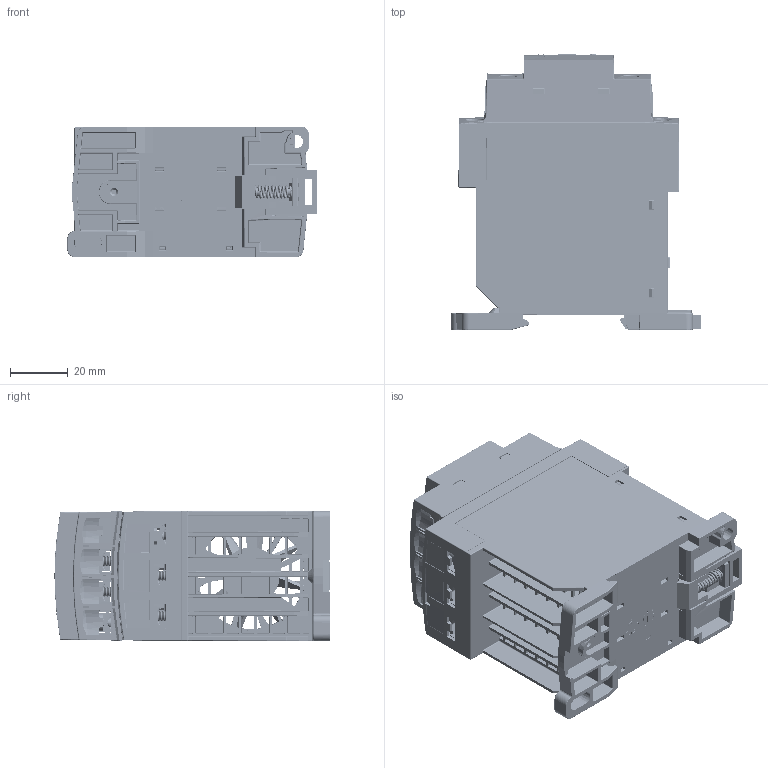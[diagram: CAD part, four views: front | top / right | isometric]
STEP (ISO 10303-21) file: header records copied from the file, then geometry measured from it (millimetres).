
FILE_DESCRIPTION (( 'STEP AP214' ), '1' );
FILE_NAME ('110001.STEP', '2016-10-11T19:07:04', ( '' ), ( '' ), 'SwSTEP 2.0', 'SolidWorks 2015', '' );
FILE_SCHEMA (( 'AUTOMOTIVE_DESIGN' ));
Length unit declared in the file: inch
Products named in the file (1): 110001
Bounding box: 86.74 x 95.93 x 45.31 mm (x, y, z)
Volume: 69410.4 mm3; surface area: 113184.3 mm2
Topology: 54 solids, 54 shells, 9559 faces, 26016 edges, 16234 vertices
Faces by surface type: plane 4572, cylinder 2824, bspline 937, sphere 589, cone 508, torus 129
Full cylindrical faces by diameter (mm): 1.878 x2, 2.692 x12, 2.9 x12, 3 x1, 3.175 x3, 3.391 x4, 3.556 x2, 4.191 x4, 4.496 x1, 4.826 x12, 6.096 x12, 6.223 x6, 12.7 x2, 38.1 x1
Entity records: 583791 total; most frequent: CARTESIAN_POINT 240878, ORIENTED_EDGE 49672, DIRECTION 38287, EDGE_CURVE 24836, VERTEX_POINT 15801, LINE 14355, VECTOR 14355, AXIS2_PLACEMENT_3D 11966
